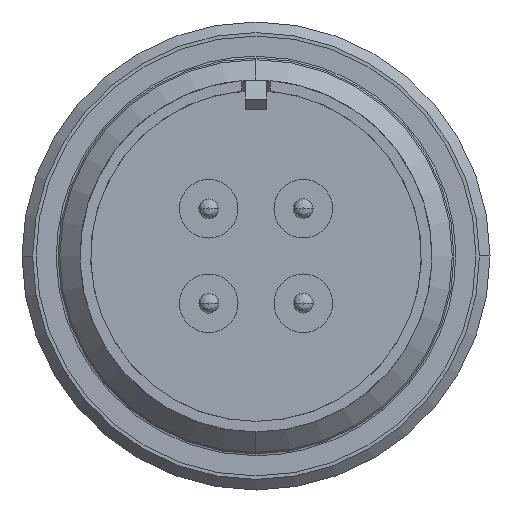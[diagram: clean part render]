
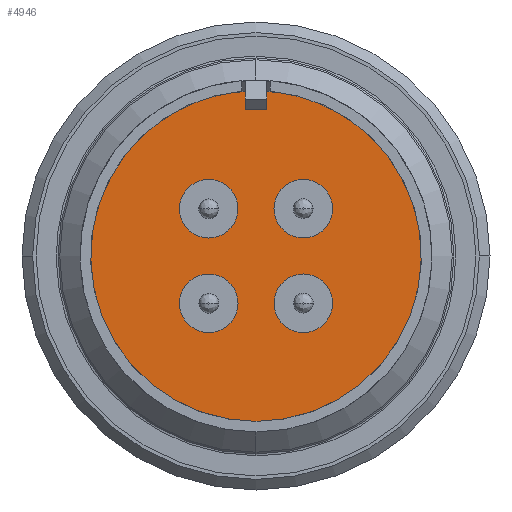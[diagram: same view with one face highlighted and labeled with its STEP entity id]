
A CAD part, front view. The second image highlights one B-rep face of the part: STEP entity #4946.
In plain terms, the highlighted planar face has unit normal (0, -1, 0).
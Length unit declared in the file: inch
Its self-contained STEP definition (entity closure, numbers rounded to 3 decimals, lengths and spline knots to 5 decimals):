
#321 = DIRECTION ( 'NONE',  ( 0., 0., -1. ) ) ;
#322 = DIRECTION ( 'NONE',  ( 0., -1., 0. ) ) ;
#323 = CARTESIAN_POINT ( 'NONE',  ( 0.13428, 0.39565, 0.13442 ) ) ;
#503 = DIRECTION ( 'NONE',  ( 0., 0., -1. ) ) ;
#505 = DIRECTION ( 'NONE',  ( 0., -1., 0. ) ) ;
#511 = CARTESIAN_POINT ( 'NONE',  ( -0.13428, 0.39565, -0.13442 ) ) ;
#748 = AXIS2_PLACEMENT_3D ( 'NONE', #4428, #4459, #4414 ) ;
#762 = AXIS2_PLACEMENT_3D ( 'NONE', #6839, #6823, #6822 ) ;
#809 = CARTESIAN_POINT ( 'NONE',  ( -0.13442, 0.39565, 0.21753 ) ) ;
#921 = CARTESIAN_POINT ( 'NONE',  ( -0.13428, 0.39565, -0.05117 ) ) ;
#1049 = CARTESIAN_POINT ( 'NONE',  ( -0.13428, 0.39565, -0.21767 ) ) ;
#1056 = CARTESIAN_POINT ( 'NONE',  ( 0.13442, 0.39565, -0.05103 ) ) ;
#1135 = CARTESIAN_POINT ( 'NONE',  ( 0.13428, 0.39565, 0.21767 ) ) ;
#1215 = CARTESIAN_POINT ( 'NONE',  ( 0.13442, 0.39565, -0.21753 ) ) ;
#1240 = CARTESIAN_POINT ( 'NONE',  ( 0., 0.39565, -0.48 ) ) ;
#1254 = CARTESIAN_POINT ( 'NONE',  ( 0., 0.39565, 0.48 ) ) ;
#1337 = AXIS2_PLACEMENT_3D ( 'NONE', #6113, #6112, #6111 ) ;
#1344 = AXIS2_PLACEMENT_3D ( 'NONE', #6025, #6024, #6023 ) ;
#1398 = DIRECTION ( 'NONE',  ( 0., 0., 1. ) ) ;
#1400 = DIRECTION ( 'NONE',  ( 0., -1., 0. ) ) ;
#1402 = CARTESIAN_POINT ( 'NONE',  ( 0., 0.39565, 0. ) ) ;
#1458 = CARTESIAN_POINT ( 'NONE',  ( -0.13442, 0.39565, 0.05103 ) ) ;
#2117 = EDGE_CURVE ( 'NONE', #6331, #2746, #4799, .T. ) ;
#2141 = EDGE_CURVE ( 'NONE', #6491, #6421, #4818, .T. ) ;
#2179 = EDGE_CURVE ( 'NONE', #2746, #6331, #4711, .T. ) ;
#2196 = EDGE_CURVE ( 'NONE', #6357, #2375, #4883, .T. ) ;
#2217 = EDGE_CURVE ( 'NONE', #6339, #6486, #4821, .T. ) ;
#2230 = EDGE_CURVE ( 'NONE', #6486, #6339, #4667, .T. ) ;
#2275 = EDGE_CURVE ( 'NONE', #6299, #6371, #4117, .T. ) ;
#2285 = AXIS2_PLACEMENT_3D ( 'NONE', #5721, #5453, #5337 ) ;
#2375 = VERTEX_POINT ( 'NONE', #1458 ) ;
#2397 = ORIENTED_EDGE ( 'NONE', *, *, #2117, .F. ) ;
#2633 = ORIENTED_EDGE ( 'NONE', *, *, #2217, .F. ) ;
#2681 = ORIENTED_EDGE ( 'NONE', *, *, #4192, .F. ) ;
#2746 = VERTEX_POINT ( 'NONE', #6184 ) ;
#2913 = AXIS2_PLACEMENT_3D ( 'NONE', #6166, #6165, #6163 ) ;
#2928 = AXIS2_PLACEMENT_3D ( 'NONE', #1402, #1400, #1398 ) ;
#2987 = ORIENTED_EDGE ( 'NONE', *, *, #2230, .F. ) ;
#3126 = ORIENTED_EDGE ( 'NONE', *, *, #2196, .F. ) ;
#3181 = EDGE_LOOP ( 'NONE', ( #3426, #3415 ) ) ;
#3206 = ORIENTED_EDGE ( 'NONE', *, *, #2179, .F. ) ;
#3215 = EDGE_LOOP ( 'NONE', ( #3349, #3538 ) ) ;
#3300 = EDGE_LOOP ( 'NONE', ( #2681, #3126 ) ) ;
#3349 = ORIENTED_EDGE ( 'NONE', *, *, #4230, .F. ) ;
#3400 = EDGE_LOOP ( 'NONE', ( #3206, #2397 ) ) ;
#3415 = ORIENTED_EDGE ( 'NONE', *, *, #2275, .T. ) ;
#3426 = ORIENTED_EDGE ( 'NONE', *, *, #4204, .T. ) ;
#3510 = EDGE_LOOP ( 'NONE', ( #2987, #2633 ) ) ;
#3538 = ORIENTED_EDGE ( 'NONE', *, *, #2141, .F. ) ;
#4029 = AXIS2_PLACEMENT_3D ( 'NONE', #323, #322, #321 ) ;
#4043 = AXIS2_PLACEMENT_3D ( 'NONE', #511, #505, #503 ) ;
#4055 = CIRCLE ( 'NONE', #1344, 0.08325 ) ;
#4057 = CIRCLE ( 'NONE', #2913, 0.08325 ) ;
#4117 = CIRCLE ( 'NONE', #2928, 0.48 ) ;
#4148 = CIRCLE ( 'NONE', #1337, 0.48 ) ;
#4192 = EDGE_CURVE ( 'NONE', #2375, #6357, #4057, .T. ) ;
#4204 = EDGE_CURVE ( 'NONE', #6371, #6299, #4148, .T. ) ;
#4230 = EDGE_CURVE ( 'NONE', #6421, #6491, #4055, .T. ) ;
#4414 = DIRECTION ( 'NONE',  ( 0., 0., -1. ) ) ;
#4428 = CARTESIAN_POINT ( 'NONE',  ( -0.13442, 0.39565, 0.13428 ) ) ;
#4459 = DIRECTION ( 'NONE',  ( 0., -1., 0. ) ) ;
#4667 = CIRCLE ( 'NONE', #5268, 0.08325 ) ;
#4711 = CIRCLE ( 'NONE', #6786, 0.08325 ) ;
#4799 = CIRCLE ( 'NONE', #4029, 0.08325 ) ;
#4818 = CIRCLE ( 'NONE', #4043, 0.08325 ) ;
#4821 = CIRCLE ( 'NONE', #762, 0.08325 ) ;
#4883 = CIRCLE ( 'NONE', #748, 0.08325 ) ;
#4946 = ADVANCED_FACE ( 'NONE', ( #5080, #5088, #5086, #5087, #5077 ), #5335, .F. ) ;
#5077 = FACE_OUTER_BOUND ( 'NONE', #3181, .T. ) ;
#5080 = FACE_BOUND ( 'NONE', #3215, .T. ) ;
#5086 = FACE_BOUND ( 'NONE', #3300, .T. ) ;
#5087 = FACE_BOUND ( 'NONE', #3510, .T. ) ;
#5088 = FACE_BOUND ( 'NONE', #3400, .T. ) ;
#5268 = AXIS2_PLACEMENT_3D ( 'NONE', #6847, #6817, #6833 ) ;
#5335 = PLANE ( 'NONE',  #2285 ) ;
#5337 = DIRECTION ( 'NONE',  ( -1., 0., 0. ) ) ;
#5453 = DIRECTION ( 'NONE',  ( 0., 1., 0. ) ) ;
#5721 = CARTESIAN_POINT ( 'NONE',  ( 0., 0.39565, 0. ) ) ;
#6023 = DIRECTION ( 'NONE',  ( 0., 0., -1. ) ) ;
#6024 = DIRECTION ( 'NONE',  ( 0., -1., 0. ) ) ;
#6025 = CARTESIAN_POINT ( 'NONE',  ( -0.13428, 0.39565, -0.13442 ) ) ;
#6111 = DIRECTION ( 'NONE',  ( 0., 0., 1. ) ) ;
#6112 = DIRECTION ( 'NONE',  ( 0., -1., 0. ) ) ;
#6113 = CARTESIAN_POINT ( 'NONE',  ( 0., 0.39565, 0. ) ) ;
#6163 = DIRECTION ( 'NONE',  ( 0., 0., -1. ) ) ;
#6165 = DIRECTION ( 'NONE',  ( 0., -1., 0. ) ) ;
#6166 = CARTESIAN_POINT ( 'NONE',  ( -0.13442, 0.39565, 0.13428 ) ) ;
#6184 = CARTESIAN_POINT ( 'NONE',  ( 0.13428, 0.39565, 0.05117 ) ) ;
#6299 = VERTEX_POINT ( 'NONE', #1240 ) ;
#6331 = VERTEX_POINT ( 'NONE', #1135 ) ;
#6339 = VERTEX_POINT ( 'NONE', #1056 ) ;
#6357 = VERTEX_POINT ( 'NONE', #809 ) ;
#6371 = VERTEX_POINT ( 'NONE', #1254 ) ;
#6421 = VERTEX_POINT ( 'NONE', #1049 ) ;
#6486 = VERTEX_POINT ( 'NONE', #1215 ) ;
#6491 = VERTEX_POINT ( 'NONE', #921 ) ;
#6719 = DIRECTION ( 'NONE',  ( 0., -1., 0. ) ) ;
#6747 = CARTESIAN_POINT ( 'NONE',  ( 0.13428, 0.39565, 0.13442 ) ) ;
#6754 = DIRECTION ( 'NONE',  ( 0., 0., -1. ) ) ;
#6786 = AXIS2_PLACEMENT_3D ( 'NONE', #6747, #6719, #6754 ) ;
#6817 = DIRECTION ( 'NONE',  ( 0., -1., 0. ) ) ;
#6822 = DIRECTION ( 'NONE',  ( 0., 0., -1. ) ) ;
#6823 = DIRECTION ( 'NONE',  ( 0., -1., 0. ) ) ;
#6833 = DIRECTION ( 'NONE',  ( 0., 0., -1. ) ) ;
#6839 = CARTESIAN_POINT ( 'NONE',  ( 0.13442, 0.39565, -0.13428 ) ) ;
#6847 = CARTESIAN_POINT ( 'NONE',  ( 0.13442, 0.39565, -0.13428 ) ) ;
